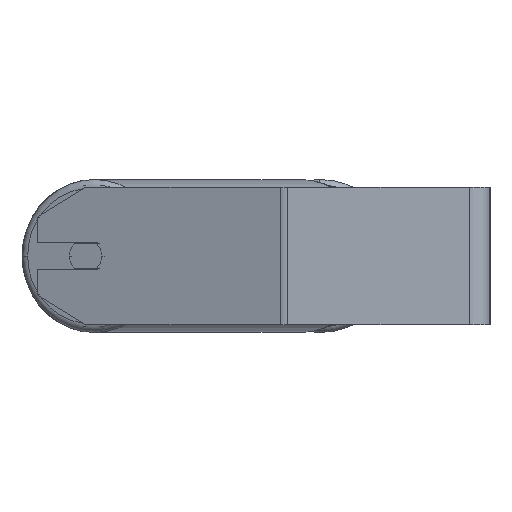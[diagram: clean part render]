
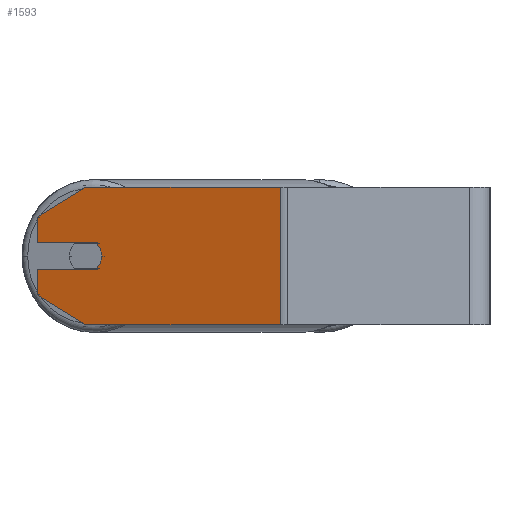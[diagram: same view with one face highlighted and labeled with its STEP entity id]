
A CAD part, left-side view. The second image highlights one B-rep face of the part: STEP entity #1593.
In plain terms, the highlighted planar face has unit normal (-0.94, 0.342, 0).
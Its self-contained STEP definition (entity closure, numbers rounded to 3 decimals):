
#158 = CARTESIAN_POINT ( 'NONE',  ( -562.987, 235.301, -40. ) ) ;
#216 = VECTOR ( 'NONE', #8139, 1000. ) ;
#291 = EDGE_CURVE ( 'NONE', #8103, #3877, #1586, .T. ) ;
#521 = ORIENTED_EDGE ( 'NONE', *, *, #3374, .F. ) ;
#710 = ORIENTED_EDGE ( 'NONE', *, *, #7450, .T. ) ;
#788 = VERTEX_POINT ( 'NONE', #158 ) ;
#876 = CARTESIAN_POINT ( 'NONE',  ( -604.276, 121.859, 40. ) ) ;
#907 = ORIENTED_EDGE ( 'NONE', *, *, #8236, .T. ) ;
#927 = VECTOR ( 'NONE', #4528, 1000. ) ;
#1124 = VERTEX_POINT ( 'NONE', #8295 ) ;
#1231 = EDGE_LOOP ( 'NONE', ( #521, #8092, #710, #907, #8265, #4777, #8482, #7532, #7515, #7302, #2388 ) ) ;
#1383 = PLANE ( 'NONE',  #4107 ) ;
#1407 = VECTOR ( 'NONE', #6103, 1000. ) ;
#1428 = DIRECTION ( 'NONE',  ( 0.342, 0.94, 0. ) ) ;
#1442 = DIRECTION ( 'NONE',  ( -0.342, -0.94, 0. ) ) ;
#1499 = LINE ( 'NONE', #876, #216 ) ;
#1519 = VERTEX_POINT ( 'NONE', #4832 ) ;
#1586 = LINE ( 'NONE', #2868, #6140 ) ;
#1593 = ADVANCED_FACE ( 'NONE', ( #8068 ), #1383, .F. ) ;
#1650 = CIRCLE ( 'NONE', #4455, 10. ) ;
#1697 = VECTOR ( 'NONE', #5862, 1000. ) ;
#1909 = DIRECTION ( 'NONE',  ( 0.296, 0.814, -0.5 ) ) ;
#2097 = DIRECTION ( 'NONE',  ( 0.94, -0.342, 0. ) ) ;
#2140 = EDGE_CURVE ( 'NONE', #7642, #4780, #3286, .T. ) ;
#2166 = CARTESIAN_POINT ( 'NONE',  ( -562.987, 235.301, 40. ) ) ;
#2167 = LINE ( 'NONE', #5436, #6918 ) ;
#2266 = CARTESIAN_POINT ( 'NONE',  ( -552.726, 263.492, 22.679 ) ) ;
#2322 = CARTESIAN_POINT ( 'NONE',  ( -565.039, 229.663, 8. ) ) ;
#2388 = ORIENTED_EDGE ( 'NONE', *, *, #5643, .F. ) ;
#2434 = VERTEX_POINT ( 'NONE', #7844 ) ;
#2787 = CARTESIAN_POINT ( 'NONE',  ( -562.987, 235.301, 0. ) ) ;
#2788 = DIRECTION ( 'NONE',  ( -0.342, -0.94, 0. ) ) ;
#2868 = CARTESIAN_POINT ( 'NONE',  ( -565.039, 229.663, -8. ) ) ;
#2876 = LINE ( 'NONE', #4213, #1407 ) ;
#3002 = EDGE_CURVE ( 'NONE', #2434, #5694, #1499, .T. ) ;
#3119 = EDGE_CURVE ( 'NONE', #5672, #2434, #8517, .T. ) ;
#3161 = CARTESIAN_POINT ( 'NONE',  ( -562.987, 235.301, -40. ) ) ;
#3171 = VECTOR ( 'NONE', #5765, 1000. ) ;
#3179 = VECTOR ( 'NONE', #1909, 1000. ) ;
#3286 = LINE ( 'NONE', #3381, #927 ) ;
#3374 = EDGE_CURVE ( 'NONE', #3877, #1124, #1650, .T. ) ;
#3381 = CARTESIAN_POINT ( 'NONE',  ( -552.726, 263.492, 40. ) ) ;
#3577 = EDGE_CURVE ( 'NONE', #8651, #4780, #6296, .T. ) ;
#3695 = DIRECTION ( 'NONE',  ( -0.342, -0.94, 0. ) ) ;
#3877 = VERTEX_POINT ( 'NONE', #7499 ) ;
#3982 = EDGE_CURVE ( 'NONE', #5672, #7642, #7123, .T. ) ;
#4063 = CIRCLE ( 'NONE', #5611, 10. ) ;
#4080 = CARTESIAN_POINT ( 'NONE',  ( -552.726, 263.492, 40. ) ) ;
#4107 = AXIS2_PLACEMENT_3D ( 'NONE', #4080, #2097, #1428 ) ;
#4213 = CARTESIAN_POINT ( 'NONE',  ( -552.726, 263.492, 40. ) ) ;
#4455 = AXIS2_PLACEMENT_3D ( 'NONE', #8256, #7410, #1442 ) ;
#4528 = DIRECTION ( 'NONE',  ( 0., 0., -1. ) ) ;
#4577 = LINE ( 'NONE', #3161, #1697 ) ;
#4777 = ORIENTED_EDGE ( 'NONE', *, *, #3002, .F. ) ;
#4780 = VERTEX_POINT ( 'NONE', #7183 ) ;
#4832 = CARTESIAN_POINT ( 'NONE',  ( -552.726, 263.492, -22.679 ) ) ;
#5331 = CARTESIAN_POINT ( 'NONE',  ( -565.039, 229.663, 8. ) ) ;
#5436 = CARTESIAN_POINT ( 'NONE',  ( -552.726, 263.492, -40. ) ) ;
#5481 = DIRECTION ( 'NONE',  ( -0.342, -0.94, 0. ) ) ;
#5611 = AXIS2_PLACEMENT_3D ( 'NONE', #2787, #8230, #6805 ) ;
#5643 = EDGE_CURVE ( 'NONE', #1124, #8651, #4063, .T. ) ;
#5672 = VERTEX_POINT ( 'NONE', #2166 ) ;
#5694 = VERTEX_POINT ( 'NONE', #6673 ) ;
#5765 = DIRECTION ( 'NONE',  ( 0.342, 0.94, 0. ) ) ;
#5862 = DIRECTION ( 'NONE',  ( -0.296, -0.814, -0.5 ) ) ;
#6103 = DIRECTION ( 'NONE',  ( 0., 0., -1. ) ) ;
#6140 = VECTOR ( 'NONE', #5481, 1000. ) ;
#6296 = LINE ( 'NONE', #2322, #3171 ) ;
#6619 = CARTESIAN_POINT ( 'NONE',  ( -552.726, 263.492, -8. ) ) ;
#6673 = CARTESIAN_POINT ( 'NONE',  ( -604.276, 121.859, -40. ) ) ;
#6805 = DIRECTION ( 'NONE',  ( -0.342, -0.94, 0. ) ) ;
#6918 = VECTOR ( 'NONE', #2788, 1000. ) ;
#7098 = CARTESIAN_POINT ( 'NONE',  ( -552.726, 263.492, 40. ) ) ;
#7123 = LINE ( 'NONE', #7930, #3179 ) ;
#7183 = CARTESIAN_POINT ( 'NONE',  ( -552.726, 263.492, 8. ) ) ;
#7302 = ORIENTED_EDGE ( 'NONE', *, *, #3577, .F. ) ;
#7410 = DIRECTION ( 'NONE',  ( -0.94, 0.342, 0. ) ) ;
#7450 = EDGE_CURVE ( 'NONE', #8103, #1519, #2876, .T. ) ;
#7499 = CARTESIAN_POINT ( 'NONE',  ( -565.039, 229.663, -8. ) ) ;
#7515 = ORIENTED_EDGE ( 'NONE', *, *, #2140, .T. ) ;
#7532 = ORIENTED_EDGE ( 'NONE', *, *, #3982, .T. ) ;
#7642 = VERTEX_POINT ( 'NONE', #2266 ) ;
#7844 = CARTESIAN_POINT ( 'NONE',  ( -604.276, 121.859, 40. ) ) ;
#7916 = EDGE_CURVE ( 'NONE', #788, #5694, #2167, .T. ) ;
#7930 = CARTESIAN_POINT ( 'NONE',  ( -552.726, 263.492, 22.679 ) ) ;
#8068 = FACE_OUTER_BOUND ( 'NONE', #1231, .T. ) ;
#8092 = ORIENTED_EDGE ( 'NONE', *, *, #291, .F. ) ;
#8103 = VERTEX_POINT ( 'NONE', #6619 ) ;
#8125 = VECTOR ( 'NONE', #3695, 1000. ) ;
#8139 = DIRECTION ( 'NONE',  ( 0., 0., -1. ) ) ;
#8230 = DIRECTION ( 'NONE',  ( -0.94, 0.342, 0. ) ) ;
#8236 = EDGE_CURVE ( 'NONE', #1519, #788, #4577, .T. ) ;
#8256 = CARTESIAN_POINT ( 'NONE',  ( -562.987, 235.301, 0. ) ) ;
#8265 = ORIENTED_EDGE ( 'NONE', *, *, #7916, .T. ) ;
#8295 = CARTESIAN_POINT ( 'NONE',  ( -566.407, 225.904, 0. ) ) ;
#8482 = ORIENTED_EDGE ( 'NONE', *, *, #3119, .F. ) ;
#8517 = LINE ( 'NONE', #7098, #8125 ) ;
#8651 = VERTEX_POINT ( 'NONE', #5331 ) ;
